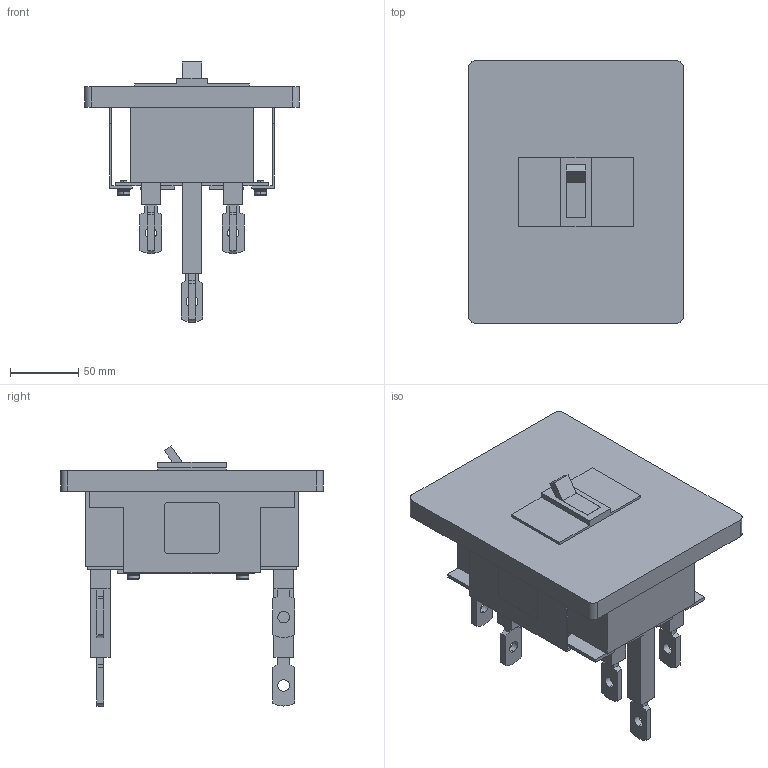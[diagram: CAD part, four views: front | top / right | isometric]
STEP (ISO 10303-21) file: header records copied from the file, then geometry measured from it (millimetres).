
FILE_DESCRIPTION(('CoCreate Modeling STEP Export'),'2;1');
FILE_NAME('Ｓ１００ＮＦ３Ｐ.stp','2016-03-31T14:02:06',(''),(''),'CoCreate Modeling STEP processor for AP214 (Solid Model)','CoCreate Modeling 17.0 01-Apr-2010 (C) Parametric Technology GmbH','');
FILE_SCHEMA(('AUTOMOTIVE_DESIGN { 1 0 10303 214 1 1 1 1 }'));
Length unit declared in the file: millimetre
Products named in the file (13): P3; P2.5; P2.2; P4; P4.1; P5.3; P1; P2; P2.1; P2.3; P2.4; P4.2; Ｓ１００ＮＦ３Ｐ
Assembly tree (18 placements, depth 2):
  Ｓ１００ＮＦ３Ｐ
    P5.3  x4
    P3  x4
    P4.2
    P2.4
    P2.3
    P2.1
    P2
    P1
    P4.1
    P4
    P2.2
    P2.5
Bounding box: 157 x 192 x 190 mm (x, y, z)
Volume: 1366033.6 mm3; surface area: 191424.1 mm2
Topology: 18 solids, 18 shells, 343 faces, 816 edges, 530 vertices
Faces by surface type: plane 199, cylinder 112, torus 24, cone 8
Entity records: 8690 total; most frequent: ORIENTED_EDGE 1368, CARTESIAN_POINT 1312, DIRECTION 1224, EDGE_CURVE 684, VECTOR 496, LINE 496, VERTEX_POINT 452, AXIS2_PLACEMENT_3D 364
